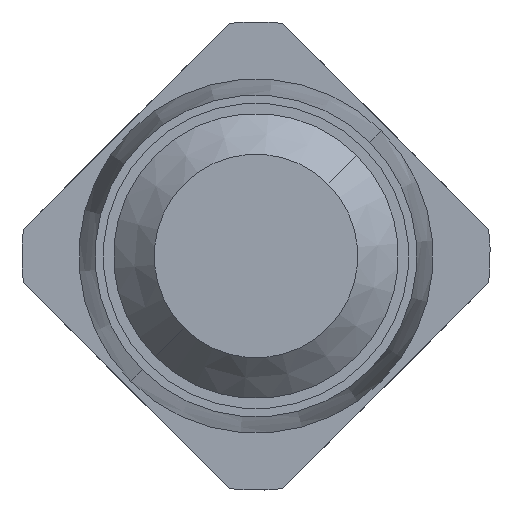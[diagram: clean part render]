
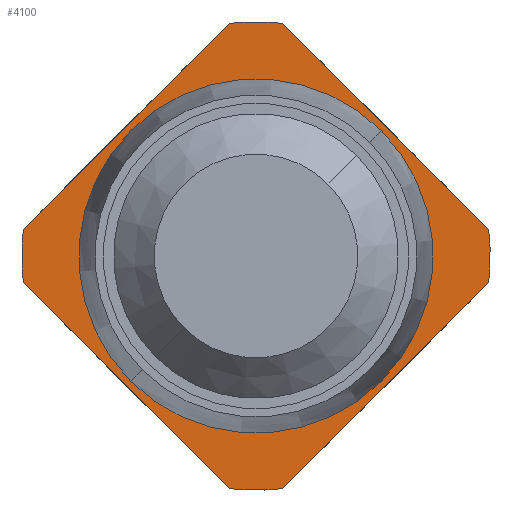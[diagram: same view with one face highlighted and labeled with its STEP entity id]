
A CAD part, front view. The second image highlights one B-rep face of the part: STEP entity #4100.
In plain terms, the highlighted planar face has unit normal (0, -1, 0).
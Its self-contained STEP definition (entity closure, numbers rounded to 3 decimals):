
#24 = CARTESIAN_POINT ( 'NONE',  ( 0., -2.9, 0. ) ) ;
#118 = CIRCLE ( 'NONE', #384, 0.435 ) ;
#119 = CARTESIAN_POINT ( 'NONE',  ( 0.571, -2.9, -0.065 ) ) ;
#279 = CIRCLE ( 'NONE', #3837, 0.575 ) ;
#285 = AXIS2_PLACEMENT_3D ( 'NONE', #3130, #3537, #5115 ) ;
#384 = AXIS2_PLACEMENT_3D ( 'NONE', #3488, #3009, #1792 ) ;
#400 = ORIENTED_EDGE ( 'NONE', *, *, #1606, .F. ) ;
#411 = EDGE_CURVE ( 'Defeature ausgef�hrt3_14+Defeature ausgef�hrt3_19+Defeature ausgef�hrt3_19+Defeature ausgef�hrt3_19', #5255, #3572, #118, .T. ) ;
#422 = DIRECTION ( 'NONE',  ( 0., 1., 0. ) ) ;
#494 = ORIENTED_EDGE ( 'NONE', *, *, #5294, .F. ) ;
#509 = EDGE_CURVE ( 'Defeature ausgef�hrt3_10+Defeature ausgef�hrt3_14+Defeature ausgef�hrt3_25+Defeature ausgef�hrt3_24', #2439, #4997, #3292, .T. ) ;
#678 = CARTESIAN_POINT ( 'NONE',  ( 0.407, -2.9, -0.407 ) ) ;
#706 = CARTESIAN_POINT ( 'NONE',  ( -0.571, -2.9, 0.065 ) ) ;
#722 = EDGE_LOOP ( 'NONE', ( #5070, #1461 ) ) ;
#811 = CARTESIAN_POINT ( 'NONE',  ( 0.308, -2.9, 0.308 ) ) ;
#1004 = LINE ( 'NONE', #3413, #2553 ) ;
#1060 = DIRECTION ( 'NONE',  ( 0.707, 0., 0.707 ) ) ;
#1112 = ORIENTED_EDGE ( 'NONE', *, *, #4450, .F. ) ;
#1198 = CARTESIAN_POINT ( 'NONE',  ( 0., -2.9, 0. ) ) ;
#1223 = DIRECTION ( 'NONE',  ( 0.707, 0., 0.707 ) ) ;
#1270 = DIRECTION ( 'NONE',  ( 0.707, 0., -0.707 ) ) ;
#1309 = AXIS2_PLACEMENT_3D ( 'NONE', #3719, #4473, #1223 ) ;
#1328 = CARTESIAN_POINT ( 'NONE',  ( 0.065, -2.9, -0.571 ) ) ;
#1419 = AXIS2_PLACEMENT_3D ( 'NONE', #24, #422, #4581 ) ;
#1428 = CIRCLE ( 'NONE', #1309, 0.575 ) ;
#1438 = EDGE_CURVE ( 'Defeature ausgef�hrt3_11+Defeature ausgef�hrt3_14+Defeature ausgef�hrt3_22+Defeature ausgef�hrt3_25', #4003, #3299, #1428, .T. ) ;
#1461 = ORIENTED_EDGE ( 'NONE', *, *, #3241, .T. ) ;
#1470 = PLANE ( 'NONE',  #4626 ) ;
#1484 = CIRCLE ( 'NONE', #1419, 0.435 ) ;
#1489 = AXIS2_PLACEMENT_3D ( 'NONE', #1198, #2447, #2056 ) ;
#1606 = EDGE_CURVE ( 'Defeature ausgef�hrt3_22+Defeature ausgef�hrt3_14+Defeature ausgef�hrt3_13+Defeature ausgef�hrt3_11', #4636, #4003, #1679, .T. ) ;
#1609 = FACE_OUTER_BOUND ( 'NONE', #4046, .T. ) ;
#1654 = CARTESIAN_POINT ( 'NONE',  ( -0.308, -2.9, -0.308 ) ) ;
#1658 = ORIENTED_EDGE ( 'NONE', *, *, #1438, .F. ) ;
#1679 = LINE ( 'NONE', #3334, #3884 ) ;
#1733 = CARTESIAN_POINT ( 'NONE',  ( -0.065, -2.9, -0.571 ) ) ;
#1739 = CARTESIAN_POINT ( 'NONE',  ( 0.065, -2.9, 0.571 ) ) ;
#1792 = DIRECTION ( 'NONE',  ( 0.707, 0., 0.707 ) ) ;
#1898 = DIRECTION ( 'NONE',  ( 0., 1., 0. ) ) ;
#1931 = ORIENTED_EDGE ( 'NONE', *, *, #3830, .F. ) ;
#1954 = EDGE_CURVE ( 'Defeature ausgef�hrt3_13+Defeature ausgef�hrt3_14+Defeature ausgef�hrt3_23+Defeature ausgef�hrt3_22', #4248, #4636, #279, .T. ) ;
#2056 = DIRECTION ( 'NONE',  ( 0.707, 0., 0.707 ) ) ;
#2083 = DIRECTION ( 'NONE',  ( 0.707, 0., 0.707 ) ) ;
#2153 = LINE ( 'NONE', #2846, #3144 ) ;
#2439 = VERTEX_POINT ( 'NONE', #1328 ) ;
#2447 = DIRECTION ( 'NONE',  ( 0., 1., 0. ) ) ;
#2553 = VECTOR ( 'NONE', #4632, 1000. ) ;
#2623 = CARTESIAN_POINT ( 'NONE',  ( -0.065, -2.9, 0.571 ) ) ;
#2846 = CARTESIAN_POINT ( 'NONE',  ( -0.318, -2.9, 0.318 ) ) ;
#2847 = ORIENTED_EDGE ( 'NONE', *, *, #5111, .F. ) ;
#3009 = DIRECTION ( 'NONE',  ( 0., 1., 0. ) ) ;
#3113 = CARTESIAN_POINT ( 'NONE',  ( 0.571, -2.9, 0.065 ) ) ;
#3130 = CARTESIAN_POINT ( 'NONE',  ( 0., -2.9, 0. ) ) ;
#3144 = VECTOR ( 'NONE', #4108, 1000. ) ;
#3180 = VECTOR ( 'NONE', #4896, 1000. ) ;
#3241 = EDGE_CURVE ( 'Defeature ausgef�hrt3_14+Defeature ausgef�hrt3_19+Defeature ausgef�hrt3_19+Defeature ausgef�hrt3_19', #3572, #5255, #1484, .T. ) ;
#3292 = CIRCLE ( 'NONE', #285, 0.575 ) ;
#3299 = VERTEX_POINT ( 'NONE', #119 ) ;
#3334 = CARTESIAN_POINT ( 'NONE',  ( 0.725, -2.9, -0.088 ) ) ;
#3413 = CARTESIAN_POINT ( 'NONE',  ( 0.088, -2.9, -0.725 ) ) ;
#3433 = VERTEX_POINT ( 'NONE', #3705 ) ;
#3488 = CARTESIAN_POINT ( 'NONE',  ( 0., -2.9, 0. ) ) ;
#3494 = FACE_BOUND ( 'NONE', #722, .T. ) ;
#3537 = DIRECTION ( 'NONE',  ( 0., 1., 0. ) ) ;
#3572 = VERTEX_POINT ( 'NONE', #1654 ) ;
#3691 = VERTEX_POINT ( 'NONE', #706 ) ;
#3705 = CARTESIAN_POINT ( 'NONE',  ( -0.571, -2.9, -0.065 ) ) ;
#3719 = CARTESIAN_POINT ( 'NONE',  ( 0., -2.9, 0. ) ) ;
#3720 = ORIENTED_EDGE ( 'NONE', *, *, #509, .F. ) ;
#3830 = EDGE_CURVE ( 'Defeature ausgef�hrt3_25+Defeature ausgef�hrt3_14+Defeature ausgef�hrt3_11+Defeature ausgef�hrt3_10', #3299, #2439, #4266, .T. ) ;
#3837 = AXIS2_PLACEMENT_3D ( 'NONE', #4160, #4565, #2083 ) ;
#3884 = VECTOR ( 'NONE', #1270, 1000. ) ;
#4003 = VERTEX_POINT ( 'NONE', #3113 ) ;
#4046 = EDGE_LOOP ( 'NONE', ( #1931, #1658, #400, #4825, #2847, #1112, #494, #3720 ) ) ;
#4100 = ADVANCED_FACE ( 'Defeature ausgef�hrt3_14', ( #3494, #1609 ), #1470, .F. ) ;
#4108 = DIRECTION ( 'NONE',  ( 0.707, 0., 0.707 ) ) ;
#4160 = CARTESIAN_POINT ( 'NONE',  ( 0., -2.9, 0. ) ) ;
#4248 = VERTEX_POINT ( 'NONE', #2623 ) ;
#4266 = LINE ( 'NONE', #5282, #3180 ) ;
#4450 = EDGE_CURVE ( 'Defeature ausgef�hrt3_12+Defeature ausgef�hrt3_14+Defeature ausgef�hrt3_24+Defeature ausgef�hrt3_23', #3433, #3691, #4706, .T. ) ;
#4473 = DIRECTION ( 'NONE',  ( 0., 1., 0. ) ) ;
#4565 = DIRECTION ( 'NONE',  ( 0., 1., 0. ) ) ;
#4581 = DIRECTION ( 'NONE',  ( 0.707, 0., 0.707 ) ) ;
#4626 = AXIS2_PLACEMENT_3D ( 'NONE', #678, #1898, #1060 ) ;
#4632 = DIRECTION ( 'NONE',  ( -0.707, 0., 0.707 ) ) ;
#4636 = VERTEX_POINT ( 'NONE', #1739 ) ;
#4706 = CIRCLE ( 'NONE', #1489, 0.575 ) ;
#4825 = ORIENTED_EDGE ( 'NONE', *, *, #1954, .F. ) ;
#4896 = DIRECTION ( 'NONE',  ( -0.707, 0., -0.707 ) ) ;
#4997 = VERTEX_POINT ( 'NONE', #1733 ) ;
#5070 = ORIENTED_EDGE ( 'NONE', *, *, #411, .T. ) ;
#5111 = EDGE_CURVE ( 'Defeature ausgef�hrt3_23+Defeature ausgef�hrt3_14+Defeature ausgef�hrt3_12+Defeature ausgef�hrt3_13', #3691, #4248, #2153, .T. ) ;
#5115 = DIRECTION ( 'NONE',  ( 0.707, 0., 0.707 ) ) ;
#5255 = VERTEX_POINT ( 'NONE', #811 ) ;
#5282 = CARTESIAN_POINT ( 'NONE',  ( 0.318, -2.9, -0.318 ) ) ;
#5294 = EDGE_CURVE ( 'Defeature ausgef�hrt3_24+Defeature ausgef�hrt3_14+Defeature ausgef�hrt3_10+Defeature ausgef�hrt3_12', #4997, #3433, #1004, .T. ) ;
